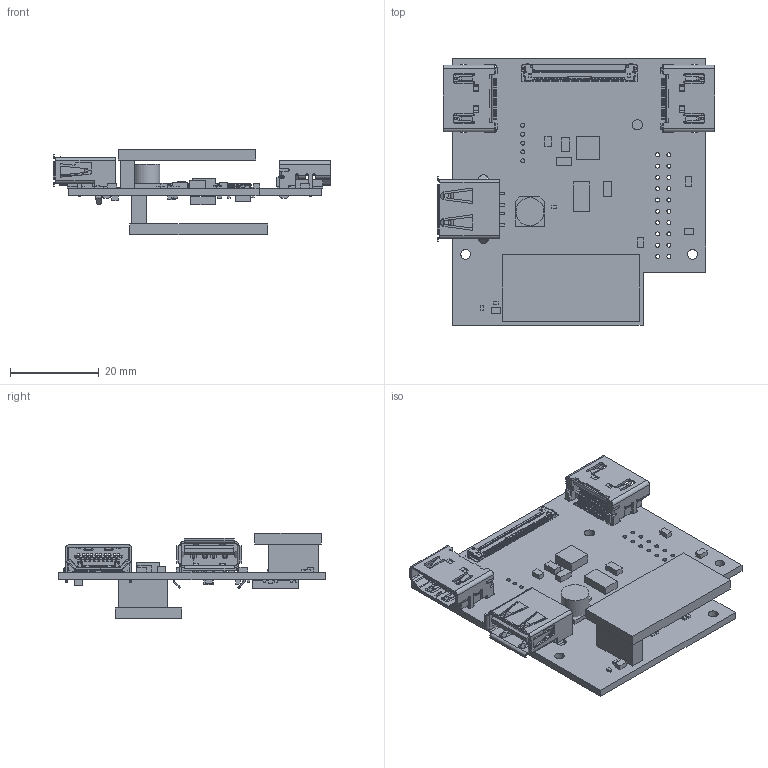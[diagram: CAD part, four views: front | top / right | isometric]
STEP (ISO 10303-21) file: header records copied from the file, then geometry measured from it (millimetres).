
FILE_DESCRIPTION(('Open CASCADE Model'),'2;1');
FILE_NAME('Open CASCADE Shape Model','2011-09-06T21:55:18',('Author'),( 'Open CASCADE'),'Open CASCADE STEP processor 6.2','Open CASCADE 6.2' ,'Unknown');
FILE_SCHEMA(('AUTOMOTIVE_DESIGN { 1 0 10303 214 1 1 1 1 }'));
Length unit declared in the file: millimetre
Products named in the file (87): PCB; Board; U100netv_debugboard_v1; 370495984; Extruded; C104netv_debugboard_v1; 520296048; U101netv_debugboard_v1; 520296944; R106netv_debugboard_v1; 520297584; R105netv_debugboard_v1; R104netv_debugboard_v1; R103netv_debugboard_v1; R102netv_debugboard_v1; R101netv_debugboard_v1; R100netv_debugboard_v1; L101netv_debugboard_v1; 516385184; C125netv_debugboard_v1; C124netv_debugboard_v1; C123netv_debugboard_v1; C122netv_debugboard_v1; C121netv_debugboard_v1; C120netv_debugboard_v1; 520295920; C119netv_debugboard_v1; C118netv_debugboard_v1; C117netv_debugboard_v1; C116netv_debugboard_v1; 520297456; C115netv_debugboard_v1; C114netv_debugboard_v1; 508958744; Cylinder; 520295792; C113netv_debugboard_v1; C112netv_debugboard_v1; 520297200; C111netv_debugboard_v1 ...
Assembly tree (112 placements, depth 4):
  PCB
    Board
    U100netv_debugboard_v1
      370495984
        Extruded
    C104netv_debugboard_v1
      520296048
        Extruded
    U101netv_debugboard_v1
      520296944
        Extruded
    R106netv_debugboard_v1
      520297584
        Extruded
    R105netv_debugboard_v1
      520297584
        Extruded
    R104netv_debugboard_v1
      520297584
        Extruded
    R103netv_debugboard_v1
      520297584
        Extruded
    R102netv_debugboard_v1
      520297584
        Extruded
    R101netv_debugboard_v1
      520297584
        Extruded
    R100netv_debugboard_v1
      520297584
        Extruded
    L101netv_debugboard_v1
      516385184
        Extruded
    C125netv_debugboard_v1
      520296048
        Extruded
    C124netv_debugboard_v1
      520296048
        Extruded
    C123netv_debugboard_v1
      520296048
        Extruded
    C122netv_debugboard_v1
      520296048
        Extruded
    C121netv_debugboard_v1
      520296048
        Extruded
    C120netv_debugboard_v1
      520295920
        Extruded
    C119netv_debugboard_v1
      520297584
        Extruded
    C118netv_debugboard_v1
      520297584
        Extruded
    C117netv_debugboard_v1
Bounding box: 62.48 x 60 x 19.28 mm (x, y, z)
Volume: 10245.1 mm3; surface area: 15824.4 mm2
Topology: 48 solids, 48 shells, 4470 faces, 12816 edges, 8636 vertices
Faces by surface type: plane 3458, cylinder 972, bspline 22, sphere 16, extrusion 2
Full cylindrical faces by diameter (mm): 0.9 x30, 2.2 x2, 2.3 x2, 2.311 x2, 6.3 x1
Entity records: 230184 total; most frequent: CARTESIAN_POINT 55324, DIRECTION 30839, VECTOR 20588, LINE 20586, ORIENTED_EDGE 17756, PCURVE 17756, DEFINITIONAL_REPRESENTATION 17756, EDGE_CURVE 8878
